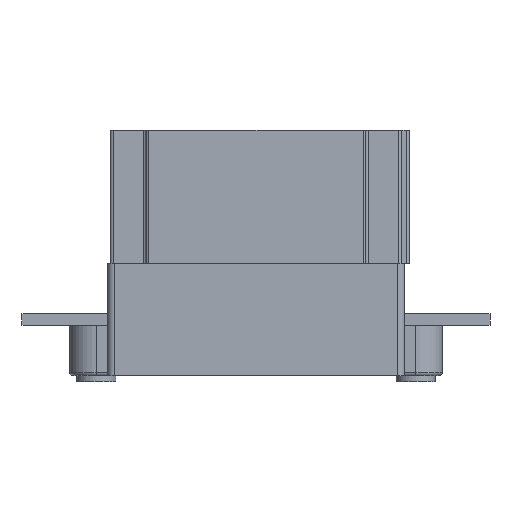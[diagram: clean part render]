
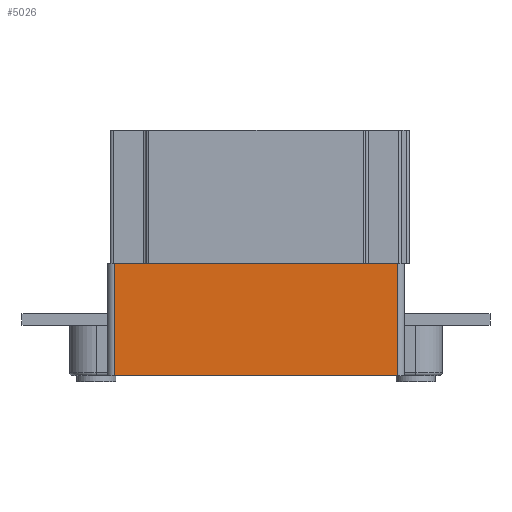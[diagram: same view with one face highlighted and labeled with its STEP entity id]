
A CAD part, left-side view. The second image highlights one B-rep face of the part: STEP entity #5026.
In plain terms, the highlighted planar face has unit normal (-1, 0, 0).
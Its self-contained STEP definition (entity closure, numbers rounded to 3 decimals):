
#376=LINE('',#7983,#798);
#520=LINE('',#8530,#942);
#521=LINE('',#8533,#943);
#522=LINE('',#8534,#944);
#798=VECTOR('',#6056,101.);
#942=VECTOR('',#6486,40.);
#943=VECTOR('',#6489,101.);
#944=VECTOR('',#6490,40.);
#1388=PLANE('',#5397);
#1744=FACE_OUTER_BOUND('',#2100,.T.);
#2100=EDGE_LOOP('',(#4503,#4504,#4505,#4506));
#2653=VERTEX_POINT('',#7980);
#2654=VERTEX_POINT('',#7982);
#2722=VERTEX_POINT('',#8528);
#2723=VERTEX_POINT('',#8532);
#3157=EDGE_CURVE('',#2654,#2653,#376,.T.);
#3343=EDGE_CURVE('',#2722,#2653,#520,.T.);
#3344=EDGE_CURVE('',#2723,#2722,#521,.T.);
#3345=EDGE_CURVE('',#2723,#2654,#522,.T.);
#4503=ORIENTED_EDGE('',*,*,#3343,.F.);
#4504=ORIENTED_EDGE('',*,*,#3344,.F.);
#4505=ORIENTED_EDGE('',*,*,#3345,.T.);
#4506=ORIENTED_EDGE('',*,*,#3157,.T.);
#5026=ADVANCED_FACE('',(#1744),#1388,.T.);
#5397=AXIS2_PLACEMENT_3D('',#8531,#6487,#6488);
#6056=DIRECTION('',(0.,1.,0.));
#6486=DIRECTION('',(0.,0.,1.));
#6487=DIRECTION('center_axis',(-1.,0.,0.));
#6488=DIRECTION('ref_axis',(0.,0.,1.));
#6489=DIRECTION('',(0.,1.,0.));
#6490=DIRECTION('',(0.,0.,1.));
#7980=CARTESIAN_POINT('',(-100.,50.5,40.));
#7982=CARTESIAN_POINT('',(-100.,-50.5,40.));
#7983=CARTESIAN_POINT('',(-100.,-50.5,40.));
#8528=CARTESIAN_POINT('',(-100.,50.5,0.));
#8530=CARTESIAN_POINT('',(-100.,50.5,0.));
#8531=CARTESIAN_POINT('Origin',(-100.,-50.5,0.));
#8532=CARTESIAN_POINT('',(-100.,-50.5,0.));
#8533=CARTESIAN_POINT('',(-100.,-50.5,0.));
#8534=CARTESIAN_POINT('',(-100.,-50.5,0.));
